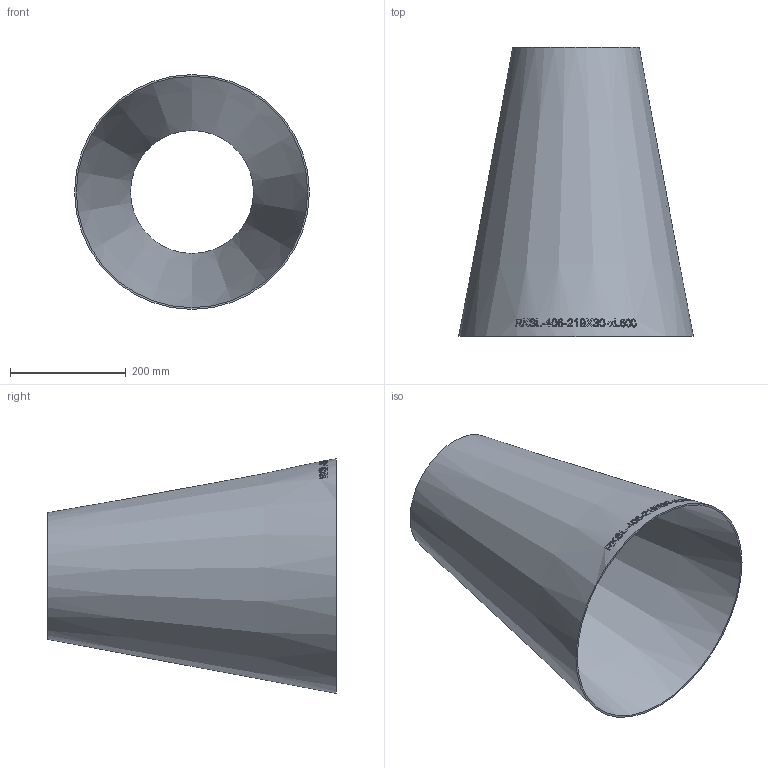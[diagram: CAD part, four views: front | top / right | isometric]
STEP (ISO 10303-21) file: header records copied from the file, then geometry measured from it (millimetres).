
FILE_DESCRIPTION (( 'STEP AP214' ), '1' );
FILE_NAME ('RKSL-406-219X30-xL500 Reduzierung Sonderlänge 2007.STEP', '2020-07-24T10:51:45', ( '' ), ( '' ), 'SwSTEP 2.0', 'SolidWorks 2019', '' );
FILE_SCHEMA (( 'AUTOMOTIVE_DESIGN' ));
Length unit declared in the file: millimetre
Products named in the file (1): RKSL-406-219X30-xL500 Reduzierung Sonderlänge 2007
Bounding box: 406.4 x 500 x 406.4 mm (x, y, z)
Volume: 1482071.6 mm3; surface area: 995807.6 mm2
Topology: 1 solids, 1 shells, 272 faces, 723 edges, 482 vertices
Faces by surface type: bspline 239, cone 31, plane 2
Entity records: 53496 total; most frequent: CARTESIAN_POINT 45964, ORIENTED_EDGE 1442, EDGE_CURVE 721, B_SPLINE_CURVE_WITH_KNOTS 717, VERTEX_POINT 482, EDGE_LOOP 305, FACE_OUTER_BOUND 272, ADVANCED_FACE 272
